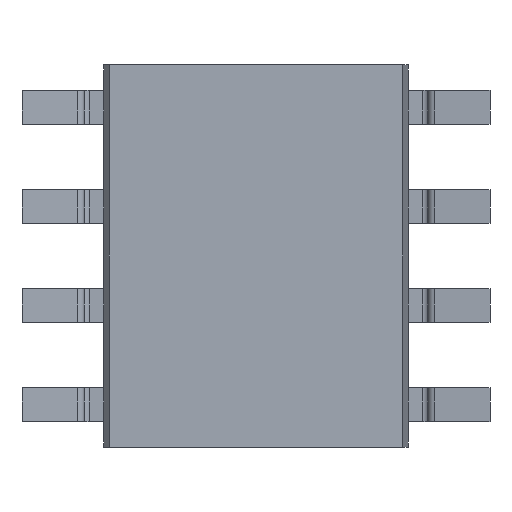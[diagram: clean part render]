
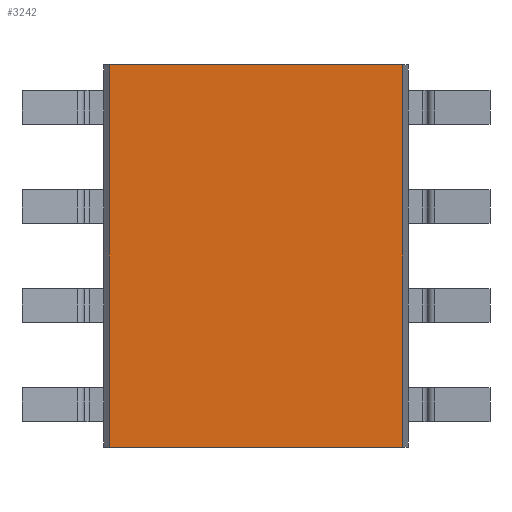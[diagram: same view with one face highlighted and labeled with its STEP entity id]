
A CAD part, left-side view. The second image highlights one B-rep face of the part: STEP entity #3242.
In plain terms, the highlighted planar face has unit normal (-1, 0, 0).
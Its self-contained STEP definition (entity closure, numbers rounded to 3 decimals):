
#17=DIRECTION('',(0.,-1.,0.));
#18=VECTOR('',#17,3.759);
#19=CARTESIAN_POINT('',(-0.699,1.88,-2.45));
#20=LINE('',#19,#18);
#777=DIRECTION('',(0.,0.,1.));
#778=VECTOR('',#777,4.9);
#779=CARTESIAN_POINT('',(-0.699,-1.88,-2.45));
#780=LINE('',#779,#778);
#793=DIRECTION('',(0.,0.,1.));
#794=VECTOR('',#793,4.9);
#795=CARTESIAN_POINT('',(-0.699,1.88,-2.45));
#796=LINE('',#795,#794);
#817=DIRECTION('',(0.,-1.,0.));
#818=VECTOR('',#817,3.759);
#819=CARTESIAN_POINT('',(-0.699,1.88,2.45));
#820=LINE('',#819,#818);
#1669=CARTESIAN_POINT('',(-0.699,1.88,-2.45));
#1670=VERTEX_POINT('',#1669);
#1671=CARTESIAN_POINT('',(-0.699,-1.88,-2.45));
#1672=VERTEX_POINT('',#1671);
#1687=CARTESIAN_POINT('',(-0.699,1.88,2.45));
#1688=VERTEX_POINT('',#1687);
#1689=CARTESIAN_POINT('',(-0.699,-1.88,2.45));
#1690=VERTEX_POINT('',#1689);
#3230=CARTESIAN_POINT('',(-0.699,1.88,-2.45));
#3231=DIRECTION('',(-1.,0.,0.));
#3232=DIRECTION('',(0.,-1.,0.));
#3233=AXIS2_PLACEMENT_3D('',#3230,#3231,#3232);
#3234=PLANE('',#3233);
#3235=ORIENTED_EDGE('',*,*,#2190,.F.);
#3236=ORIENTED_EDGE('',*,*,#2717,.T.);
#3238=ORIENTED_EDGE('',*,*,#3237,.T.);
#3239=ORIENTED_EDGE('',*,*,#3213,.F.);
#3240=EDGE_LOOP('',(#3235,#3236,#3238,#3239));
#3241=FACE_OUTER_BOUND('',#3240,.F.);
#2190=EDGE_CURVE('',#1670,#1672,#20,.T.);
#2717=EDGE_CURVE('',#1670,#1688,#796,.T.);
#3213=EDGE_CURVE('',#1672,#1690,#780,.T.);
#3237=EDGE_CURVE('',#1688,#1690,#820,.T.);
#3242=ADVANCED_FACE('',(#3241),#3234,.T.);
